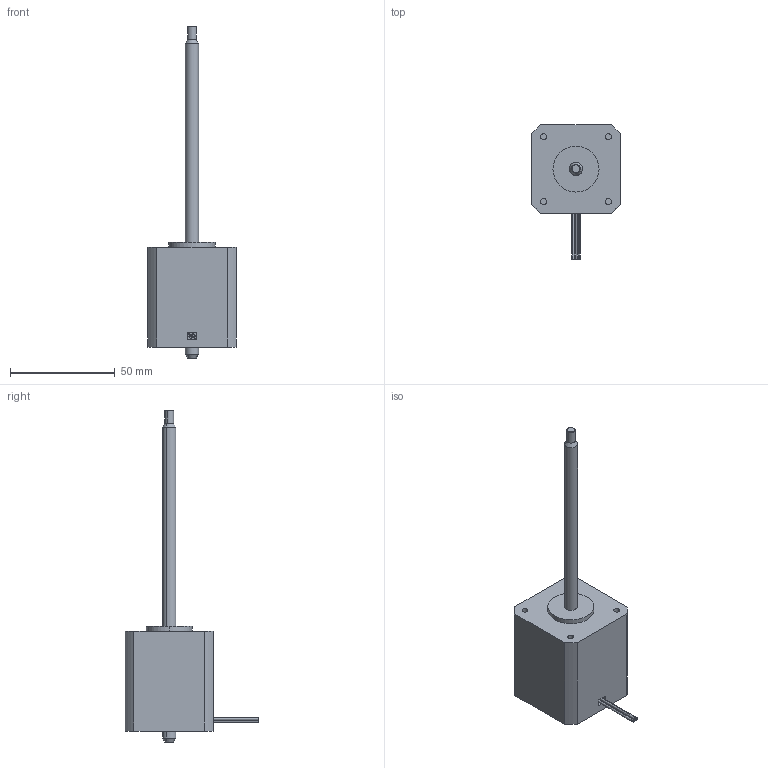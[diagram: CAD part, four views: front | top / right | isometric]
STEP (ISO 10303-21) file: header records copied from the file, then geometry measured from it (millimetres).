
FILE_DESCRIPTION (( 'STEP AP203' ), '1' );
FILE_NAME ('LHS-005-0400-LP.STEP', '2024-01-04T18:23:27', ( '' ), ( '' ), 'SwSTEP 2.0', 'SolidWorks 2017', '' );
FILE_SCHEMA (( 'CONFIG_CONTROL_DESIGN' ));
Length unit declared in the file: millimetre
Products named in the file (1): LHS-005-0400-LP
Bounding box: 42.2 x 64.03 x 158.75 mm (x, y, z)
Volume: 87571.1 mm3; surface area: 13908.1 mm2
Topology: 1 solids, 1 shells, 56 faces, 118 edges, 76 vertices
Faces by surface type: cylinder 28, plane 22, cone 6
Entity records: 1595 total; most frequent: DIRECTION 292, CARTESIAN_POINT 251, ORIENTED_EDGE 236, EDGE_CURVE 118, AXIS2_PLACEMENT_3D 117, VERTEX_POINT 76, EDGE_LOOP 68, CIRCLE 60
